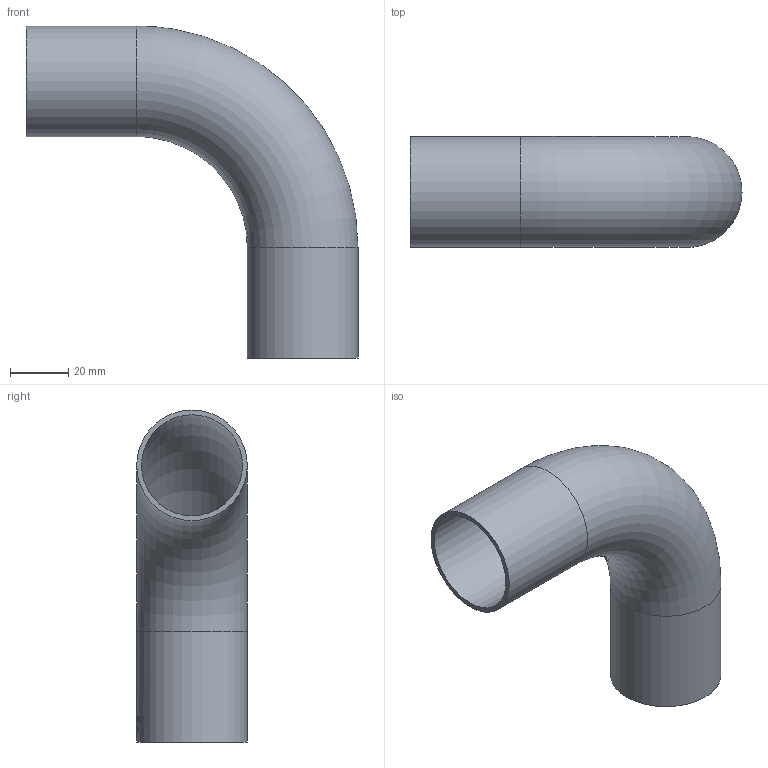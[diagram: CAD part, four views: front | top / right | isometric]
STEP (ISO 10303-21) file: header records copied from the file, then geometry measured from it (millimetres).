
FILE_DESCRIPTION(/* description */ (''),/* implementation_level */ '2;1');
FILE_NAME(/* name */ 'S2S-15.stp',/* time_stamp */ '2018-11-16T10:19:58-05:00',/* author */ ('rick'),/* organization */ (''),/* preprocessor_version */ 'ST-DEVELOPER v15.2',/* originating_system */ 'Autodesk Inventor 2014',/* authorisation */ '');
FILE_SCHEMA (('AUTOMOTIVE_DESIGN { 1 0 10303 214 3 1 1 }'));
Length unit declared in the file: inch
Products named in the file (1): S2S-15
Bounding box: 114.3 x 38.1 x 114.3 mm (x, y, z)
Volume: 31374.9 mm3; surface area: 38408.1 mm2
Topology: 1 solids, 1 shells, 332 faces, 902 edges, 601 vertices
Faces by surface type: bspline 176, plane 121, cylinder 33, torus 2
Full cylindrical faces by diameter (mm): 34.798 x2, 38.1 x2
Entity records: 13721 total; most frequent: CARTESIAN_POINT 6402, ORIENTED_EDGE 1786, DIRECTION 991, EDGE_CURVE 893, VERTEX_POINT 598, LINE 405, VECTOR 405, EDGE_LOOP 369
